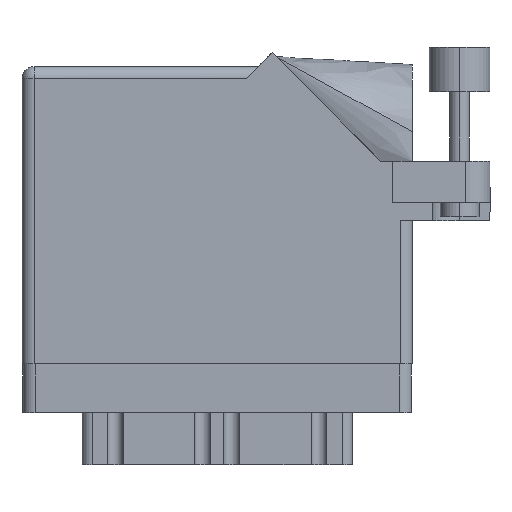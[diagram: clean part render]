
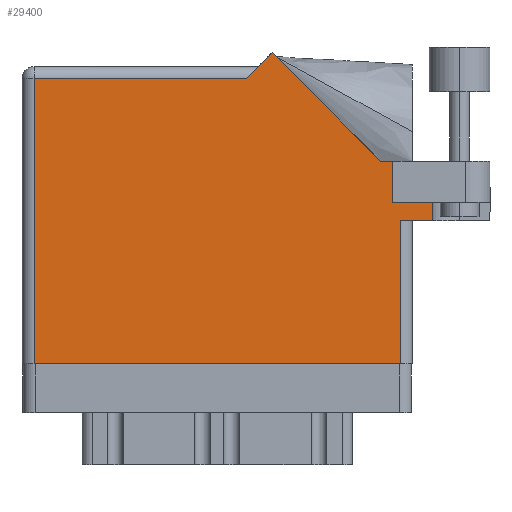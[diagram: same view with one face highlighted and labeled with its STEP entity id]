
A CAD part, front view. The second image highlights one B-rep face of the part: STEP entity #29400.
In plain terms, the highlighted face is planar.
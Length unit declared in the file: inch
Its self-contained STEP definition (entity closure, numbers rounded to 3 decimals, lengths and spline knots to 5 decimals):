
#50 = LINE ( 'NONE', #644, #32376 ) ;
#454 = CARTESIAN_POINT ( 'NONE',  ( 0., 0., 0. ) ) ;
#644 = CARTESIAN_POINT ( 'NONE',  ( 1.84442, 1.044, 0. ) ) ;
#797 = VECTOR ( 'NONE', #26834, 39.37008 ) ;
#810 = CARTESIAN_POINT ( 'NONE',  ( 1.91, 0.831, 0. ) ) ;
#926 = CARTESIAN_POINT ( 'NONE',  ( 1.948, 0.737, 0. ) ) ;
#1225 = EDGE_CURVE ( 'NONE', #10912, #18721, #50, .T. ) ;
#1979 = DIRECTION ( 'NONE',  ( 0., 1., 0. ) ) ;
#2228 = CARTESIAN_POINT ( 'NONE',  ( 1.91, 0.831, 0. ) ) ;
#2344 = AXIS2_PLACEMENT_3D ( 'NONE', #23766, #33462, #33246 ) ;
#2719 = CARTESIAN_POINT ( 'NONE',  ( 2.1115, 1.16177, 0. ) ) ;
#2796 = DIRECTION ( 'NONE',  ( -1., 0., 0. ) ) ;
#2897 = LINE ( 'NONE', #2719, #797 ) ;
#3027 = LINE ( 'NONE', #454, #37881 ) ;
#3128 = VECTOR ( 'NONE', #7432, 39.37008 ) ;
#3828 = VECTOR ( 'NONE', #12856, 39.37008 ) ;
#4382 = CARTESIAN_POINT ( 'NONE',  ( 1.948, 0.737, 0. ) ) ;
#4961 = VECTOR ( 'NONE', #23831, 39.37008 ) ;
#5750 = EDGE_CURVE ( 'NONE', #15676, #36566, #28829, .T. ) ;
#6546 = EDGE_CURVE ( 'NONE', #18721, #13540, #32718, .T. ) ;
#6856 = LINE ( 'NONE', #926, #3128 ) ;
#7128 = CARTESIAN_POINT ( 'NONE',  ( 2.1115, 0.831, 0. ) ) ;
#7432 = DIRECTION ( 'NONE',  ( 0., 1., 0. ) ) ;
#7792 = VERTEX_POINT ( 'NONE', #29769 ) ;
#7929 = LINE ( 'NONE', #13492, #37914 ) ;
#7991 = CARTESIAN_POINT ( 'NONE',  ( 1.155, 1.468, 0. ) ) ;
#8124 = DIRECTION ( 'NONE',  ( 0., -1., 0. ) ) ;
#8812 = VECTOR ( 'NONE', #2796, 39.37008 ) ;
#8946 = EDGE_CURVE ( 'NONE', #25334, #10912, #23943, .T. ) ;
#9678 = ORIENTED_EDGE ( 'NONE', *, *, #35558, .T. ) ;
#9827 = EDGE_LOOP ( 'NONE', ( #9678, #22263, #30252, #26868, #37541, #33922, #21043, #30549, #29775, #36234, #17791 ) ) ;
#10912 = VERTEX_POINT ( 'NONE', #15407 ) ;
#12856 = DIRECTION ( 'NONE',  ( 1., 0., 0. ) ) ;
#12860 = CARTESIAN_POINT ( 'NONE',  ( 1.28771, 1.60071, 0. ) ) ;
#13492 = CARTESIAN_POINT ( 'NONE',  ( 0.062, 0., 0. ) ) ;
#13540 = VERTEX_POINT ( 'NONE', #7991 ) ;
#15100 = EDGE_CURVE ( 'NONE', #25741, #36566, #2897, .T. ) ;
#15407 = CARTESIAN_POINT ( 'NONE',  ( 1.84442, 1.044, 0. ) ) ;
#15439 = VERTEX_POINT ( 'NONE', #2228 ) ;
#15676 = VERTEX_POINT ( 'NONE', #4382 ) ;
#17142 = CARTESIAN_POINT ( 'NONE',  ( 0.062, 1.468, 0. ) ) ;
#17791 = ORIENTED_EDGE ( 'NONE', *, *, #21072, .T. ) ;
#18721 = VERTEX_POINT ( 'NONE', #12860 ) ;
#19032 = VERTEX_POINT ( 'NONE', #24545 ) ;
#19406 = CARTESIAN_POINT ( 'NONE',  ( 1.91, 1.044, 0. ) ) ;
#19953 = LINE ( 'NONE', #29624, #32009 ) ;
#21043 = ORIENTED_EDGE ( 'NONE', *, *, #8946, .T. ) ;
#21072 = EDGE_CURVE ( 'NONE', #38448, #7792, #7929, .T. ) ;
#21347 = LINE ( 'NONE', #810, #3828 ) ;
#21928 = CARTESIAN_POINT ( 'NONE',  ( 2.01, 0.737, 0. ) ) ;
#22263 = ORIENTED_EDGE ( 'NONE', *, *, #28154, .T. ) ;
#23763 = VECTOR ( 'NONE', #29757, 39.37008 ) ;
#23766 = CARTESIAN_POINT ( 'NONE',  ( 0., 1.53, 0. ) ) ;
#23831 = DIRECTION ( 'NONE',  ( -1., 0., 0. ) ) ;
#23943 = LINE ( 'NONE', #30065, #8812 ) ;
#24545 = CARTESIAN_POINT ( 'NONE',  ( 1.948, 0., 0. ) ) ;
#25334 = VERTEX_POINT ( 'NONE', #19406 ) ;
#25741 = VERTEX_POINT ( 'NONE', #7128 ) ;
#26795 = CARTESIAN_POINT ( 'NONE',  ( 1.217, 1.53, 0. ) ) ;
#26834 = DIRECTION ( 'NONE',  ( 0., -1., 0. ) ) ;
#26868 = ORIENTED_EDGE ( 'NONE', *, *, #15100, .F. ) ;
#26961 = EDGE_CURVE ( 'NONE', #13540, #38448, #27213, .T. ) ;
#27213 = LINE ( 'NONE', #38469, #4961 ) ;
#28154 = EDGE_CURVE ( 'NONE', #19032, #15676, #6856, .T. ) ;
#28829 = LINE ( 'NONE', #21928, #37667 ) ;
#29400 = ADVANCED_FACE ( 'NONE', ( #36416 ), #34205, .F. ) ;
#29624 = CARTESIAN_POINT ( 'NONE',  ( 1.91, 0.831, 0. ) ) ;
#29757 = DIRECTION ( 'NONE',  ( -0.707, -0.707, 0. ) ) ;
#29769 = CARTESIAN_POINT ( 'NONE',  ( 0.062, 0., 0. ) ) ;
#29775 = ORIENTED_EDGE ( 'NONE', *, *, #6546, .T. ) ;
#30065 = CARTESIAN_POINT ( 'NONE',  ( 2.41, 1.044, 0. ) ) ;
#30252 = ORIENTED_EDGE ( 'NONE', *, *, #5750, .T. ) ;
#30549 = ORIENTED_EDGE ( 'NONE', *, *, #1225, .T. ) ;
#30684 = DIRECTION ( 'NONE',  ( -0.707, 0.707, 0. ) ) ;
#31055 = DIRECTION ( 'NONE',  ( 1., 0., 0. ) ) ;
#32009 = VECTOR ( 'NONE', #1979, 39.37008 ) ;
#32376 = VECTOR ( 'NONE', #30684, 39.37008 ) ;
#32718 = LINE ( 'NONE', #26795, #23763 ) ;
#33246 = DIRECTION ( 'NONE',  ( -1., 0., 0. ) ) ;
#33462 = DIRECTION ( 'NONE',  ( 0., 0., -1. ) ) ;
#33482 = DIRECTION ( 'NONE',  ( 1., 0., 0. ) ) ;
#33922 = ORIENTED_EDGE ( 'NONE', *, *, #38020, .T. ) ;
#34189 = EDGE_CURVE ( 'NONE', #15439, #25741, #21347, .T. ) ;
#34205 = PLANE ( 'NONE',  #2344 ) ;
#34708 = CARTESIAN_POINT ( 'NONE',  ( 2.1115, 0.737, 0. ) ) ;
#35558 = EDGE_CURVE ( 'NONE', #7792, #19032, #3027, .T. ) ;
#36234 = ORIENTED_EDGE ( 'NONE', *, *, #26961, .T. ) ;
#36416 = FACE_OUTER_BOUND ( 'NONE', #9827, .T. ) ;
#36566 = VERTEX_POINT ( 'NONE', #34708 ) ;
#37541 = ORIENTED_EDGE ( 'NONE', *, *, #34189, .F. ) ;
#37667 = VECTOR ( 'NONE', #31055, 39.37008 ) ;
#37881 = VECTOR ( 'NONE', #33482, 39.37008 ) ;
#37914 = VECTOR ( 'NONE', #8124, 39.37008 ) ;
#38020 = EDGE_CURVE ( 'NONE', #15439, #25334, #19953, .T. ) ;
#38448 = VERTEX_POINT ( 'NONE', #17142 ) ;
#38469 = CARTESIAN_POINT ( 'NONE',  ( 0., 1.468, 0. ) ) ;
